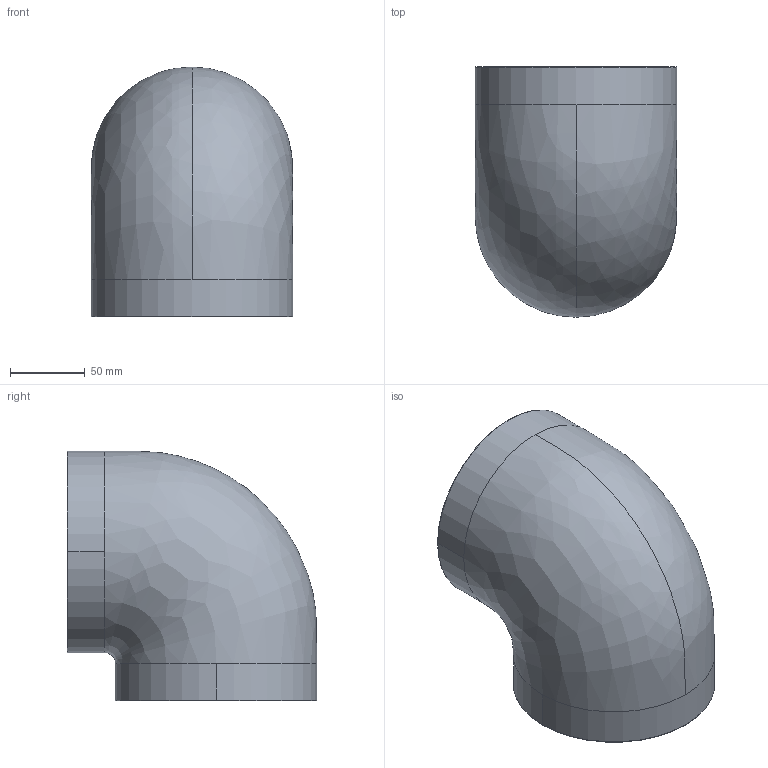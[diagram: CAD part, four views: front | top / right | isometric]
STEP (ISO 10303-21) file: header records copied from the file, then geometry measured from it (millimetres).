
FILE_DESCRIPTION(('STEP AP214'),'1');
FILE_NAME('gim110.stp','2018-02-09T07:55:18',('TraceParts'),('TraceParts S.A.'),'Spatial InterOp 3D',' ',' ');
FILE_SCHEMA(('automotive_design'));
Length unit declared in the file: millimetre
Products named in the file (1): gim110
Bounding box: 134.5 x 166.75 x 166.75 mm (x, y, z)
Volume: 840800.1 mm3; surface area: 143477.9 mm2
Topology: 1 solids, 1 shells, 24 faces, 64 edges, 42 vertices
Faces by surface type: cylinder 8, bspline 6, plane 6, torus 4
Entity records: 2404 total; most frequent: CARTESIAN_POINT 1599, ORIENTED_EDGE 128, DIRECTION 122, EDGE_CURVE 64, AXIS2_PLACEMENT_3D 57, VERTEX_POINT 42, CIRCLE 38, EDGE_LOOP 26
